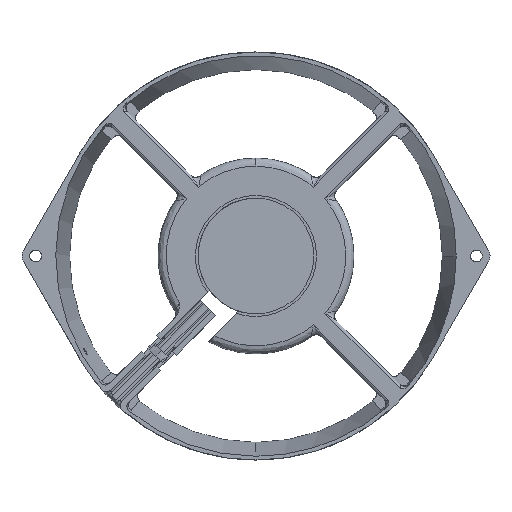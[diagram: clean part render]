
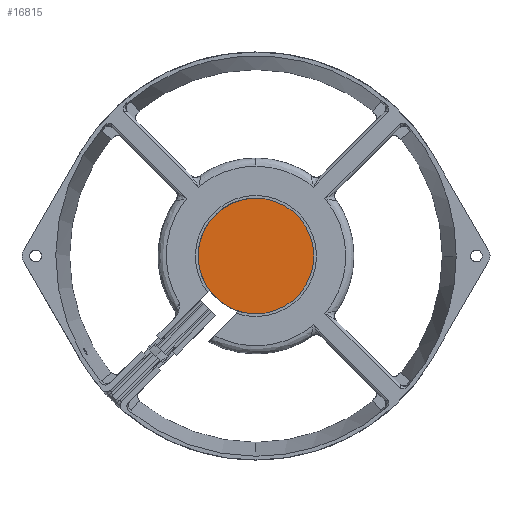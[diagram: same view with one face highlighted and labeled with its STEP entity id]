
A CAD part, front view. The second image highlights one B-rep face of the part: STEP entity #16815.
In plain terms, the highlighted planar face has unit normal (0, -1, 0).
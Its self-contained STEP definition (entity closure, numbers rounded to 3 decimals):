
#134 = DIRECTION ( 'NONE',  ( 0., -1., 0. ) ) ;
#657 = CARTESIAN_POINT ( 'NONE',  ( -42.5, 0.2, 21.25 ) ) ;
#2147 = CARTESIAN_POINT ( 'NONE',  ( 0., 0.2, -21.25 ) ) ;
#3024 = CARTESIAN_POINT ( 'NONE',  ( -21.505, 0.2, 21.505 ) ) ;
#3496 = CARTESIAN_POINT ( 'NONE',  ( 0., 0.2, -21.25 ) ) ;
#3587 = ORIENTED_EDGE ( 'NONE', *, *, #15603, .T. ) ;
#4068 = CARTESIAN_POINT ( 'NONE',  ( 0., 0.2, 21.25 ) ) ;
#4226 = AXIS2_PLACEMENT_3D ( 'NONE', #16857, #5811, #12641 ) ;
#4782 = VERTEX_POINT ( 'NONE', #3496 ) ;
#4892 = CARTESIAN_POINT ( 'NONE',  ( -42.5, 0.2, -21.25 ) ) ;
#5811 = DIRECTION ( 'NONE',  ( 0., -1., 0. ) ) ;
#6615 =( BOUNDED_CURVE ( )  B_SPLINE_CURVE ( 3, ( #17703, #657, #4892, #2147 ),
 .UNSPECIFIED., .F., .F. ) 
 B_SPLINE_CURVE_WITH_KNOTS ( ( 4, 4 ),
 ( 0., 0.067 ),
 .UNSPECIFIED. ) 
 CURVE ( )  GEOMETRIC_REPRESENTATION_ITEM ( )  RATIONAL_B_SPLINE_CURVE ( ( 1., 0.333, 0.333, 1. ) ) 
 REPRESENTATION_ITEM ( '' )  );
#7306 = VERTEX_POINT ( 'NONE', #4068 ) ;
#9660 = CIRCLE ( 'NONE', #4226, 21.25 ) ;
#9818 = EDGE_LOOP ( 'NONE', ( #3587, #14830 ) ) ;
#11334 = AXIS2_PLACEMENT_3D ( 'NONE', #3024, #134, #15436 ) ;
#11408 = PLANE ( 'NONE',  #11334 ) ;
#12641 = DIRECTION ( 'NONE',  ( 0., 0., 1. ) ) ;
#13096 = FACE_OUTER_BOUND ( 'NONE', #9818, .T. ) ;
#14050 = EDGE_CURVE ( 'NONE', #4782, #7306, #9660, .T. ) ;
#14830 = ORIENTED_EDGE ( 'NONE', *, *, #14050, .T. ) ;
#15436 = DIRECTION ( 'NONE',  ( 0., 0., -1. ) ) ;
#15603 = EDGE_CURVE ( 'NONE', #7306, #4782, #6615, .T. ) ;
#16815 = ADVANCED_FACE ( 'NONE', ( #13096 ), #11408, .T. ) ;
#16857 = CARTESIAN_POINT ( 'NONE',  ( 0., 0.2, 0. ) ) ;
#17703 = CARTESIAN_POINT ( 'NONE',  ( 0., 0.2, 21.25 ) ) ;
